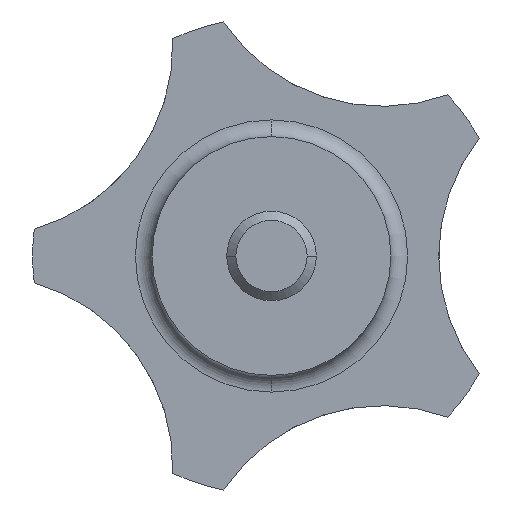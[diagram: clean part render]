
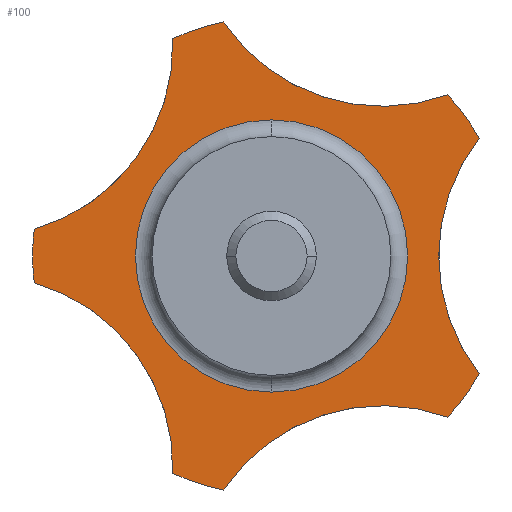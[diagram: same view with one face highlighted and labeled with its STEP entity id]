
A CAD part, front view. The second image highlights one B-rep face of the part: STEP entity #100.
In plain terms, the highlighted planar face has unit normal (0, -1, 0).
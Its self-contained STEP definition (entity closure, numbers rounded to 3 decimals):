
#100 = ADVANCED_FACE( '', ( #155, #156 ), #157, .T. );
#155 = FACE_OUTER_BOUND( '', #213, .T. );
#156 = FACE_BOUND( '', #214, .T. );
#157 = PLANE( '', #215 );
#213 = EDGE_LOOP( '', ( #415, #416, #417, #418, #419, #420, #421, #422, #423, #424, #425 ) );
#214 = EDGE_LOOP( '', ( #426, #427, #428 ) );
#215 = AXIS2_PLACEMENT_3D( '', #429, #430, #431 );
#415 = ORIENTED_EDGE( '', *, *, #481, .T. );
#416 = ORIENTED_EDGE( '', *, *, #515, .F. );
#417 = ORIENTED_EDGE( '', *, *, #476, .T. );
#418 = ORIENTED_EDGE( '', *, *, #509, .F. );
#419 = ORIENTED_EDGE( '', *, *, #470, .T. );
#420 = ORIENTED_EDGE( '', *, *, #507, .F. );
#421 = ORIENTED_EDGE( '', *, *, #458, .F. );
#422 = ORIENTED_EDGE( '', *, *, #493, .T. );
#423 = ORIENTED_EDGE( '', *, *, #508, .F. );
#424 = ORIENTED_EDGE( '', *, *, #487, .T. );
#425 = ORIENTED_EDGE( '', *, *, #510, .F. );
#426 = ORIENTED_EDGE( '', *, *, #513, .T. );
#427 = ORIENTED_EDGE( '', *, *, #450, .T. );
#428 = ORIENTED_EDGE( '', *, *, #514, .T. );
#429 = CARTESIAN_POINT( '', ( 12.56, 11.2, 0. ) );
#430 = DIRECTION( '', ( 0., -1., 0. ) );
#431 = DIRECTION( '', ( -1., 0., 0. ) );
#450 = EDGE_CURVE( '', #518, #524, #526, .T. );
#458 = EDGE_CURVE( '', #539, #535, #541, .T. );
#470 = EDGE_CURVE( '', #561, #558, #562, .T. );
#476 = EDGE_CURVE( '', #573, #570, #574, .T. );
#481 = EDGE_CURVE( '', #582, #583, #584, .T. );
#487 = EDGE_CURVE( '', #594, #595, #596, .T. );
#493 = EDGE_CURVE( '', #539, #606, #607, .T. );
#507 = EDGE_CURVE( '', #535, #558, #624, .T. );
#508 = EDGE_CURVE( '', #594, #606, #625, .T. );
#509 = EDGE_CURVE( '', #561, #570, #626, .T. );
#510 = EDGE_CURVE( '', #582, #595, #627, .T. );
#513 = EDGE_CURVE( '', #630, #518, #631, .T. );
#514 = EDGE_CURVE( '', #524, #630, #632, .T. );
#515 = EDGE_CURVE( '', #573, #583, #633, .T. );
#518 = VERTEX_POINT( '', #636 );
#524 = VERTEX_POINT( '', #642 );
#526 = CIRCLE( '', #644, 9.12 );
#535 = VERTEX_POINT( '', #655 );
#539 = VERTEX_POINT( '', #660 );
#541 = CIRCLE( '', #667, 16. );
#558 = VERTEX_POINT( '', #688 );
#561 = VERTEX_POINT( '', #696 );
#562 = CIRCLE( '', #697, 12.8 );
#570 = VERTEX_POINT( '', #735 );
#573 = VERTEX_POINT( '', #743 );
#574 = CIRCLE( '', #744, 12.8 );
#582 = VERTEX_POINT( '', #782 );
#583 = VERTEX_POINT( '', #783 );
#584 = CIRCLE( '', #784, 12.8 );
#594 = VERTEX_POINT( '', #829 );
#595 = VERTEX_POINT( '', #830 );
#596 = CIRCLE( '', #831, 12.8 );
#606 = VERTEX_POINT( '', #876 );
#607 = CIRCLE( '', #877, 12.8 );
#624 = CIRCLE( '', #924, 16. );
#625 = CIRCLE( '', #925, 16. );
#626 = CIRCLE( '', #926, 16. );
#627 = CIRCLE( '', #927, 16. );
#630 = VERTEX_POINT( '', #930 );
#631 = CIRCLE( '', #931, 9.12 );
#632 = CIRCLE( '', #932, 9.12 );
#633 = CIRCLE( '', #933, 16. );
#636 = CARTESIAN_POINT( '', ( 0., 11.2, -9.12 ) );
#642 = CARTESIAN_POINT( '', ( 0., 11.2, 9.12 ) );
#644 = AXIS2_PLACEMENT_3D( '', #947, #948, #949 );
#655 = CARTESIAN_POINT( '', ( -16., 11.2, 0. ) );
#660 = CARTESIAN_POINT( '', ( -15.898, 11.2, -1.8 ) );
#667 = AXIS2_PLACEMENT_3D( '', #962, #963, #964 );
#688 = CARTESIAN_POINT( '', ( -15.898, 11.2, 1.8 ) );
#696 = CARTESIAN_POINT( '', ( -6.625, 11.2, 14.564 ) );
#697 = AXIS2_PLACEMENT_3D( '', #987, #988, #989 );
#735 = CARTESIAN_POINT( '', ( -3.201, 11.2, 15.676 ) );
#743 = CARTESIAN_POINT( '', ( 11.804, 11.2, 10.801 ) );
#744 = AXIS2_PLACEMENT_3D( '', #990, #991, #992 );
#782 = CARTESIAN_POINT( '', ( 13.92, 11.2, -7.889 ) );
#783 = CARTESIAN_POINT( '', ( 13.92, 11.2, 7.889 ) );
#784 = AXIS2_PLACEMENT_3D( '', #993, #994, #995 );
#829 = CARTESIAN_POINT( '', ( -3.201, 11.2, -15.676 ) );
#830 = CARTESIAN_POINT( '', ( 11.804, 11.2, -10.801 ) );
#831 = AXIS2_PLACEMENT_3D( '', #996, #997, #998 );
#876 = CARTESIAN_POINT( '', ( -6.625, 11.2, -14.564 ) );
#877 = AXIS2_PLACEMENT_3D( '', #999, #1000, #1001 );
#924 = AXIS2_PLACEMENT_3D( '', #1029, #1030, #1031 );
#925 = AXIS2_PLACEMENT_3D( '', #1032, #1033, #1034 );
#926 = AXIS2_PLACEMENT_3D( '', #1035, #1036, #1037 );
#927 = AXIS2_PLACEMENT_3D( '', #1038, #1039, #1040 );
#930 = CARTESIAN_POINT( '', ( 9.12, 11.2, 0. ) );
#931 = AXIS2_PLACEMENT_3D( '', #1047, #1048, #1049 );
#932 = AXIS2_PLACEMENT_3D( '', #1050, #1051, #1052 );
#933 = AXIS2_PLACEMENT_3D( '', #1053, #1054, #1055 );
#947 = CARTESIAN_POINT( '', ( 0., 11.2, 0. ) );
#948 = DIRECTION( '', ( 0., 1., 0. ) );
#949 = DIRECTION( '', ( 1., 0., 0. ) );
#962 = CARTESIAN_POINT( '', ( 0., 11.2, 0. ) );
#963 = DIRECTION( '', ( 0., 1., 0. ) );
#964 = DIRECTION( '', ( 1., 0., 0. ) );
#987 = CARTESIAN_POINT( '', ( -19.416, 11.2, 14.107 ) );
#988 = DIRECTION( '', ( 0., 1., 0. ) );
#989 = DIRECTION( '', ( 0.275, 0., -0.961 ) );
#990 = CARTESIAN_POINT( '', ( 7.416, 11.2, 22.825 ) );
#991 = DIRECTION( '', ( 0., 1., 0. ) );
#992 = DIRECTION( '', ( -0.83, 0., -0.559 ) );
#993 = CARTESIAN_POINT( '', ( 24., 11.2, 0. ) );
#994 = DIRECTION( '', ( 0., 1., 0. ) );
#995 = DIRECTION( '', ( -0.788, 0., 0.616 ) );
#996 = CARTESIAN_POINT( '', ( 7.416, 11.2, -22.825 ) );
#997 = DIRECTION( '', ( 0., 1., 0. ) );
#998 = DIRECTION( '', ( 0.343, 0., 0.939 ) );
#999 = CARTESIAN_POINT( '', ( -19.416, 11.2, -14.107 ) );
#1000 = DIRECTION( '', ( 0., 1., 0. ) );
#1001 = DIRECTION( '', ( 0.999, 0., -0.036 ) );
#1029 = CARTESIAN_POINT( '', ( 0., 11.2, 0. ) );
#1030 = DIRECTION( '', ( 0., 1., 0. ) );
#1031 = DIRECTION( '', ( 1., 0., 0. ) );
#1032 = CARTESIAN_POINT( '', ( 0., 11.2, 0. ) );
#1033 = DIRECTION( '', ( 0., 1., 0. ) );
#1034 = DIRECTION( '', ( 1., 0., 0. ) );
#1035 = CARTESIAN_POINT( '', ( 0., 11.2, 0. ) );
#1036 = DIRECTION( '', ( 0., 1., 0. ) );
#1037 = DIRECTION( '', ( 1., 0., 0. ) );
#1038 = CARTESIAN_POINT( '', ( 0., 11.2, 0. ) );
#1039 = DIRECTION( '', ( 0., 1., 0. ) );
#1040 = DIRECTION( '', ( 1., 0., 0. ) );
#1047 = CARTESIAN_POINT( '', ( 0., 11.2, 0. ) );
#1048 = DIRECTION( '', ( 0., 1., 0. ) );
#1049 = DIRECTION( '', ( 1., 0., 0. ) );
#1050 = CARTESIAN_POINT( '', ( 0., 11.2, 0. ) );
#1051 = DIRECTION( '', ( 0., 1., 0. ) );
#1052 = DIRECTION( '', ( 1., 0., 0. ) );
#1053 = CARTESIAN_POINT( '', ( 0., 11.2, 0. ) );
#1054 = DIRECTION( '', ( 0., 1., 0. ) );
#1055 = DIRECTION( '', ( 1., 0., 0. ) );
